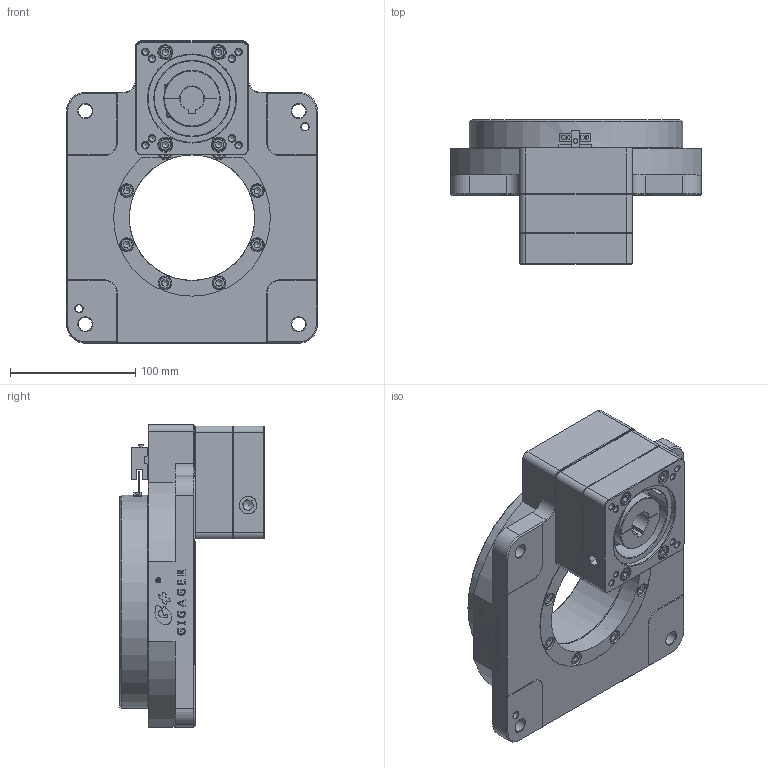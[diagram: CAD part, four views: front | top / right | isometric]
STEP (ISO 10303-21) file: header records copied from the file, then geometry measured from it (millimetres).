
FILE_DESCRIPTION (( 'STEP AP203' ), '1' );
FILE_NAME ('GSN200-18K-SV2-010W.step', '2021-06-01T02:24:54', ( 'Microsoft' ), ( 'Microsoft' ), 'SwSTEP 2.0', 'SolidWorks 2019', '' );
FILE_SCHEMA (( 'CONFIG_CONTROL_DESIGN' ));
Length unit declared in the file: millimetre
Products named in the file (1): GSN200-18K-SV2-010W
Bounding box: 200 x 115 x 241 mm (x, y, z)
Volume: 1646545.3 mm3; surface area: 328696.8 mm2
Topology: 23 solids, 23 shells, 987 faces, 2364 edges, 1487 vertices
Faces by surface type: plane 490, cylinder 205, cone 154, bspline 107, torus 31
Full cylindrical faces by diameter (mm): 1.5 x1, 2.05 x2, 2.5 x2, 3.5 x1, 5 x31, 6 x19, 6.5 x6, 6.6 x8, 7.5 x4, 8 x2, 10 x13, 11 x16, 12 x4, 14 x2, 16 x2, 20.32 x1, 25.5 x1, 37 x1, 44.9 x1, 45 x2, 60 x1, 70 x3, 71 x2, 100 x2, 110 x1, 125 x2, 135.5 x1, 138 x1, 169.4 x1, 170 x2
Entity records: 30839 total; most frequent: CARTESIAN_POINT 9812, DIRECTION 4130, ORIENTED_EDGE 3976, EDGE_CURVE 1988, AXIS2_PLACEMENT_3D 1524, EDGE_LOOP 1422, VERTEX_POINT 1404, FACE_OUTER_BOUND 1145
